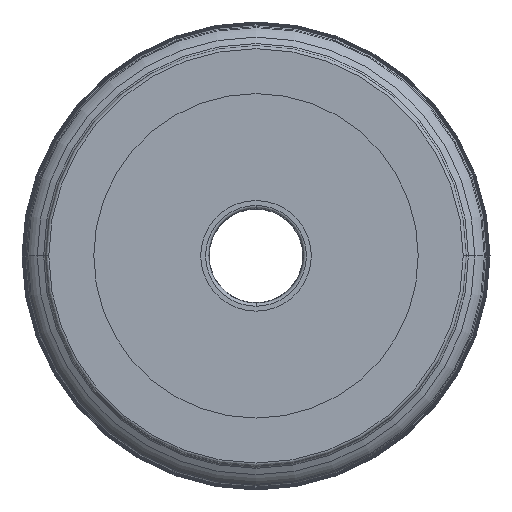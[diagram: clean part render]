
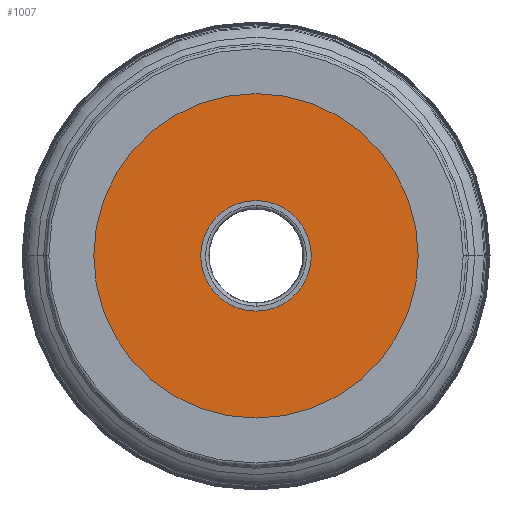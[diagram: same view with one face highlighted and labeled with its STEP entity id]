
A CAD part, top view. The second image highlights one B-rep face of the part: STEP entity #1007.
In plain terms, the highlighted planar face has unit normal (0, 0, 1).
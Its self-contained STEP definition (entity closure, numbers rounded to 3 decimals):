
#64=PLANE('',#10235);
#83=FACE_BOUND('',#2218,.T.);
#84=FACE_BOUND('',#2219,.T.);
#1007=ADVANCED_FACE('',(#83,#84),#64,.F.);
#2218=EDGE_LOOP('',(#4250,#4251));
#2219=EDGE_LOOP('',(#4252,#4253));
#4250=ORIENTED_EDGE('',*,*,#6029,.T.);
#4251=ORIENTED_EDGE('',*,*,#6030,.T.);
#4252=ORIENTED_EDGE('',*,*,#6026,.T.);
#4253=ORIENTED_EDGE('',*,*,#6028,.T.);
#4964=VERTEX_POINT('',#18085);
#4965=VERTEX_POINT('',#18087);
#4966=VERTEX_POINT('',#18093);
#4967=VERTEX_POINT('',#18094);
#6026=EDGE_CURVE('',#4965,#4964,#7200,.T.);
#6028=EDGE_CURVE('',#4964,#4965,#7201,.T.);
#6029=EDGE_CURVE('',#4966,#4967,#7202,.T.);
#6030=EDGE_CURVE('',#4967,#4966,#7203,.T.);
#7200=CIRCLE('',#10229,37.5);
#7201=CIRCLE('',#10231,37.5);
#7202=CIRCLE('',#10233,110.);
#7203=CIRCLE('',#10234,110.);
#10229=AXIS2_PLACEMENT_3D('',#18086,#13148,#13149);
#10231=AXIS2_PLACEMENT_3D('',#18090,#13153,#13154);
#10233=AXIS2_PLACEMENT_3D('',#18092,#13157,#13158);
#10234=AXIS2_PLACEMENT_3D('',#18095,#13159,#13160);
#10235=AXIS2_PLACEMENT_3D('',#18096,#13161,#13162);
#13148=DIRECTION('',(0.,0.,-1.));
#13149=DIRECTION('',(0.,1.,0.));
#13153=DIRECTION('',(0.,0.,-1.));
#13154=DIRECTION('',(0.,-1.,0.));
#13157=DIRECTION('',(0.,0.,1.));
#13158=DIRECTION('',(1.,0.,0.));
#13159=DIRECTION('',(0.,0.,1.));
#13160=DIRECTION('',(-1.,0.,0.));
#13161=DIRECTION('',(0.,0.,-1.));
#13162=DIRECTION('',(1.,0.,0.));
#18085=CARTESIAN_POINT('',(0.,-37.5,0.));
#18086=CARTESIAN_POINT('',(0.,0.,0.));
#18087=CARTESIAN_POINT('',(0.,37.5,0.));
#18090=CARTESIAN_POINT('',(0.,0.,0.));
#18092=CARTESIAN_POINT('',(0.,0.,0.));
#18093=CARTESIAN_POINT('',(110.,0.,0.));
#18094=CARTESIAN_POINT('',(-110.,0.,0.));
#18095=CARTESIAN_POINT('',(0.,0.,0.));
#18096=CARTESIAN_POINT('',(0.,0.,0.));
